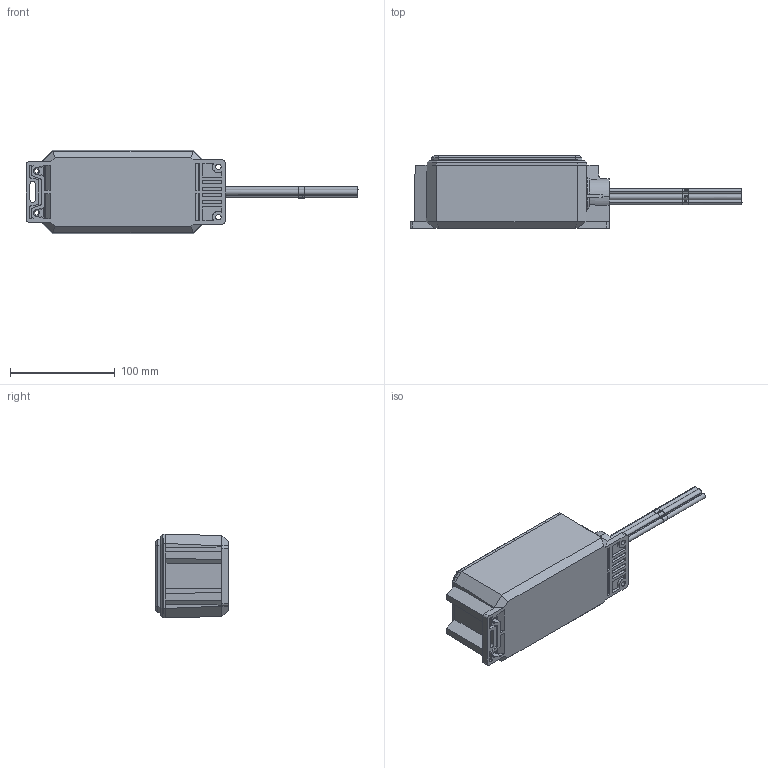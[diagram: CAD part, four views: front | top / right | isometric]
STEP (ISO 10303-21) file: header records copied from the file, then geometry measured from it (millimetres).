
FILE_DESCRIPTION (( 'STEP AP214' ), '1' );
FILE_NAME ('702102.STEP', '2016-03-09T19:52:28', ( '' ), ( '' ), 'SwSTEP 2.0', 'SolidWorks 2016', '' );
FILE_SCHEMA (( 'AUTOMOTIVE_DESIGN' ));
Length unit declared in the file: inch
Products named in the file (1): 702102
Bounding box: 317.45 x 69.14 x 79.63 mm (x, y, z)
Volume: 218610.8 mm3; surface area: 147156.2 mm2
Topology: 12 solids, 12 shells, 925 faces, 2483 edges, 1620 vertices
Faces by surface type: plane 532, cylinder 222, bspline 136, cone 35
Entity records: 41932 total; most frequent: CARTESIAN_POINT 19013, ORIENTED_EDGE 4966, DIRECTION 4220, EDGE_CURVE 2483, VERTEX_POINT 1620, VECTOR 1576, LINE 1576, AXIS2_PLACEMENT_3D 1322
